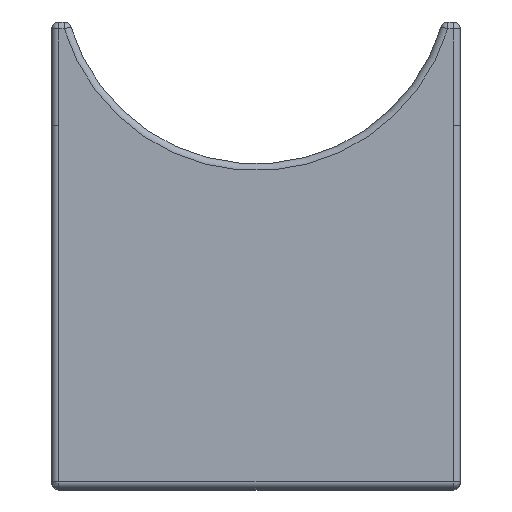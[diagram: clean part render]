
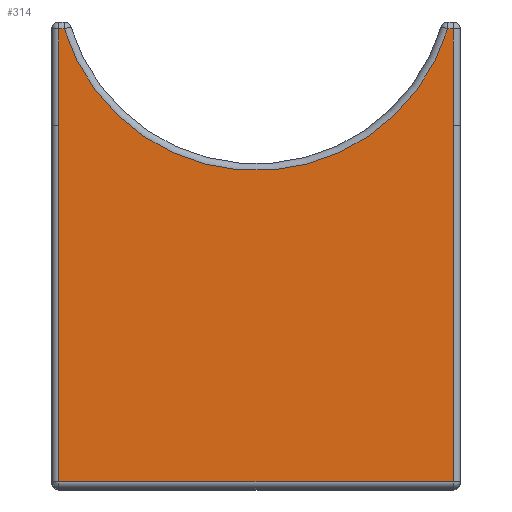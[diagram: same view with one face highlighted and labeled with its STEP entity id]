
A CAD part, top view. The second image highlights one B-rep face of the part: STEP entity #314.
In plain terms, the highlighted planar face has unit normal (0, 0, 1).
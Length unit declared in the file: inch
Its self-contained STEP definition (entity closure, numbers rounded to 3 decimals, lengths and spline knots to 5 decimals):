
#230 = ORIENTED_EDGE ( 'NONE', *, *, #231, .T. ) ;
#231 = EDGE_CURVE ( 'NONE', #232, #233, #1552, .T. ) ;
#232 = VERTEX_POINT ( 'NONE', #1548 ) ;
#233 = VERTEX_POINT ( 'NONE', #1547 ) ;
#234 = ORIENTED_EDGE ( 'NONE', *, *, #338, .T. ) ;
#235 = VERTEX_POINT ( 'NONE', #1546 ) ;
#290 = ORIENTED_EDGE ( 'NONE', *, *, #291, .T. ) ;
#291 = EDGE_CURVE ( 'NONE', #341, #292, #1458, .T. ) ;
#292 = VERTEX_POINT ( 'NONE', #1453 ) ;
#293 = ORIENTED_EDGE ( 'NONE', *, *, #294, .T. ) ;
#294 = EDGE_CURVE ( 'NONE', #292, #295, #1454, .T. ) ;
#295 = VERTEX_POINT ( 'NONE', #1446 ) ;
#296 = ORIENTED_EDGE ( 'NONE', *, *, #297, .F. ) ;
#297 = EDGE_CURVE ( 'NONE', #298, #295, #1445, .T. ) ;
#298 = VERTEX_POINT ( 'NONE', #1441 ) ;
#299 = ORIENTED_EDGE ( 'NONE', *, *, #300, .F. ) ;
#300 = EDGE_CURVE ( 'NONE', #301, #298, #1440, .T. ) ;
#301 = VERTEX_POINT ( 'NONE', #1436 ) ;
#314 = ADVANCED_FACE ( 'NONE', ( #1378 ), #1377, .F. ) ;
#315 = EDGE_LOOP ( 'NONE', ( #230, #234, #339, #290, #293, #296, #299, #349 ) ) ;
#338 = EDGE_CURVE ( 'NONE', #233, #235, #1342, .T. ) ;
#339 = ORIENTED_EDGE ( 'NONE', *, *, #340, .T. ) ;
#340 = EDGE_CURVE ( 'NONE', #235, #341, #1812, .T. ) ;
#341 = VERTEX_POINT ( 'NONE', #1684 ) ;
#346 = EDGE_CURVE ( 'NONE', #232, #301, #1749, .T. ) ;
#349 = ORIENTED_EDGE ( 'NONE', *, *, #346, .F. ) ;
#1339 = DIRECTION ( 'NONE',  ( -1., 0., 0. ) ) ;
#1340 = VECTOR ( 'NONE', #1339, 39.37008 ) ;
#1341 = CARTESIAN_POINT ( 'NONE',  ( 0., 0.53875, 5.215 ) ) ;
#1342 = LINE ( 'NONE', #1341, #1340 ) ;
#1373 = DIRECTION ( 'NONE',  ( -1., 0., 0. ) ) ;
#1374 = DIRECTION ( 'NONE',  ( 0., 0., -1. ) ) ;
#1375 = CARTESIAN_POINT ( 'NONE',  ( 0., 0.58875, 5.215 ) ) ;
#1376 = AXIS2_PLACEMENT_3D ( 'NONE', #1375, #1374, #1373 ) ;
#1377 = PLANE ( 'NONE',  #1376 ) ;
#1378 = FACE_OUTER_BOUND ( 'NONE', #315, .T. ) ;
#1436 = CARTESIAN_POINT ( 'NONE',  ( 1.4275, -2.73625, 5.215 ) ) ;
#1437 = DIRECTION ( 'NONE',  ( -1., 0., 0. ) ) ;
#1438 = VECTOR ( 'NONE', #1437, 39.37008 ) ;
#1439 = CARTESIAN_POINT ( 'NONE',  ( 0., -2.73625, 5.215 ) ) ;
#1440 = LINE ( 'NONE', #1439, #1438 ) ;
#1441 = CARTESIAN_POINT ( 'NONE',  ( -1.4275, -2.73625, 5.215 ) ) ;
#1442 = DIRECTION ( 'NONE',  ( 0., 1., 0. ) ) ;
#1443 = VECTOR ( 'NONE', #1442, 39.37008 ) ;
#1444 = CARTESIAN_POINT ( 'NONE',  ( -1.4275, 0.58875, 5.215 ) ) ;
#1445 = LINE ( 'NONE', #1444, #1443 ) ;
#1446 = CARTESIAN_POINT ( 'NONE',  ( -1.4275, -0.16125, 5.215 ) ) ;
#1447 = DIRECTION ( 'NONE',  ( 0., -1., 0. ) ) ;
#1448 = VECTOR ( 'NONE', #1447, 39.37008 ) ;
#1449 = CARTESIAN_POINT ( 'NONE',  ( -1.4275, 0.58875, 5.215 ) ) ;
#1453 = CARTESIAN_POINT ( 'NONE',  ( -1.4275, 0.53875, 5.215 ) ) ;
#1454 = LINE ( 'NONE', #1449, #1448 ) ;
#1455 = DIRECTION ( 'NONE',  ( -1., 0., 0. ) ) ;
#1456 = VECTOR ( 'NONE', #1455, 39.37008 ) ;
#1457 = CARTESIAN_POINT ( 'NONE',  ( 0., 0.53875, 5.215 ) ) ;
#1458 = LINE ( 'NONE', #1457, #1456 ) ;
#1546 = CARTESIAN_POINT ( 'NONE',  ( 1.38632, 0.53875, 5.215 ) ) ;
#1547 = CARTESIAN_POINT ( 'NONE',  ( 1.4275, 0.53875, 5.215 ) ) ;
#1548 = CARTESIAN_POINT ( 'NONE',  ( 1.4275, -0.16125, 5.215 ) ) ;
#1549 = DIRECTION ( 'NONE',  ( 0., 1., 0. ) ) ;
#1550 = VECTOR ( 'NONE', #1549, 39.37008 ) ;
#1551 = CARTESIAN_POINT ( 'NONE',  ( 1.4275, 0.58875, 5.215 ) ) ;
#1552 = LINE ( 'NONE', #1551, #1550 ) ;
#1684 = CARTESIAN_POINT ( 'NONE',  ( -1.38632, 0.53875, 5.215 ) ) ;
#1685 = DIRECTION ( 'NONE',  ( -1., 0., 0. ) ) ;
#1746 = DIRECTION ( 'NONE',  ( 0., -1., 0. ) ) ;
#1747 = VECTOR ( 'NONE', #1746, 39.37008 ) ;
#1748 = CARTESIAN_POINT ( 'NONE',  ( 1.4275, 0.58875, 5.215 ) ) ;
#1749 = LINE ( 'NONE', #1748, #1747 ) ;
#1809 = DIRECTION ( 'NONE',  ( 0., 0., -1. ) ) ;
#1810 = CARTESIAN_POINT ( 'NONE',  ( 0., 0.96375, 5.215 ) ) ;
#1811 = AXIS2_PLACEMENT_3D ( 'NONE', #1810, #1809, #1685 ) ;
#1812 = CIRCLE ( 'NONE', #1811, 1.45 ) ;
